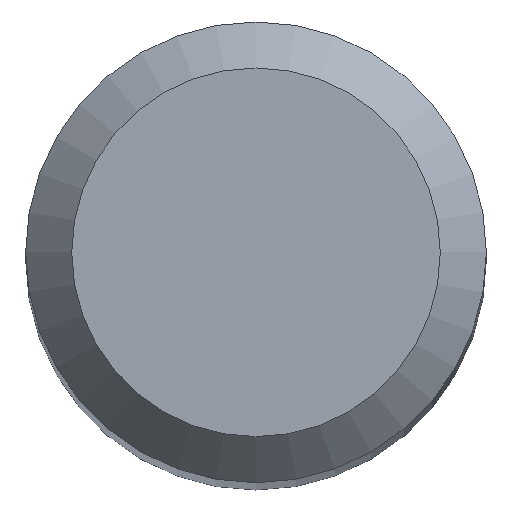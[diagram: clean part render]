
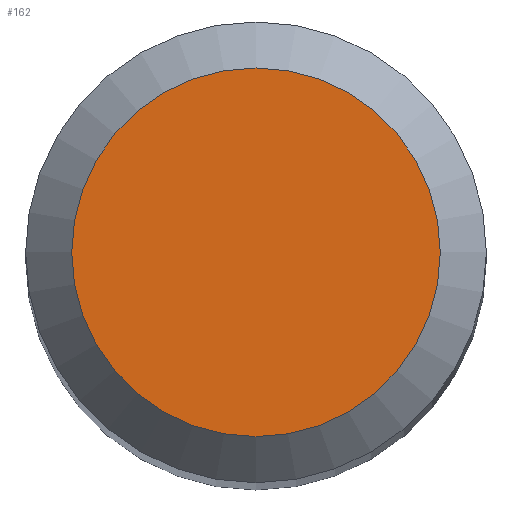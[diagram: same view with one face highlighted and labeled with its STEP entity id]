
A CAD part, top view. The second image highlights one B-rep face of the part: STEP entity #162.
In plain terms, the highlighted planar face has unit normal (0, 0, 1).
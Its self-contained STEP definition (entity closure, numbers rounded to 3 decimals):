
#7 = ORIENTED_EDGE ( 'NONE', *, *, #122, .F. ) ;
#23 = VERTEX_POINT ( 'NONE', #28 ) ;
#28 = CARTESIAN_POINT ( 'NONE',  ( 0., 1.2, 38. ) ) ;
#30 = PLANE ( 'NONE',  #223 ) ;
#33 = DIRECTION ( 'NONE',  ( 0., 0., -1. ) ) ;
#75 = DIRECTION ( 'NONE',  ( 0., 1., 0. ) ) ;
#93 = AXIS2_PLACEMENT_3D ( 'NONE', #95, #160, #75 ) ;
#95 = CARTESIAN_POINT ( 'NONE',  ( 0., 0., 38. ) ) ;
#122 = EDGE_CURVE ( 'NONE', #23, #23, #147, .T. ) ;
#130 = FACE_OUTER_BOUND ( 'NONE', #230, .T. ) ;
#143 = DIRECTION ( 'NONE',  ( 0., 1., 0. ) ) ;
#147 = CIRCLE ( 'NONE', #93, 1.2 ) ;
#160 = DIRECTION ( 'NONE',  ( 0., 0., -1. ) ) ;
#162 = ADVANCED_FACE ( 'NONE', ( #130 ), #30, .F. ) ;
#217 = CARTESIAN_POINT ( 'NONE',  ( 0., 0., 38. ) ) ;
#223 = AXIS2_PLACEMENT_3D ( 'NONE', #217, #33, #143 ) ;
#230 = EDGE_LOOP ( 'NONE', ( #7 ) ) ;
